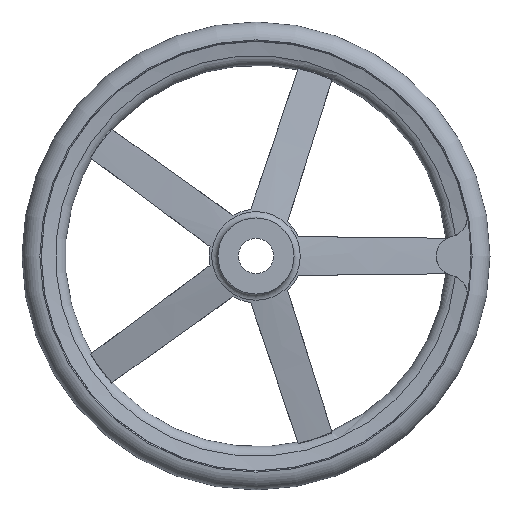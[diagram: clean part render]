
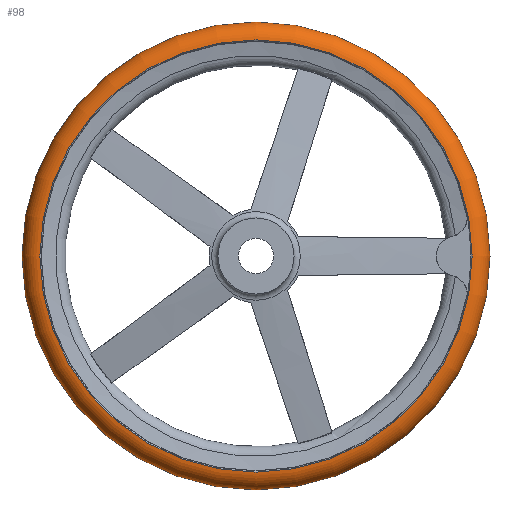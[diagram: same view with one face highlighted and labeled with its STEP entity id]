
A CAD part, front view. The second image highlights one B-rep face of the part: STEP entity #98.
In plain terms, the highlighted toroidal (fillet/blend) face has major radius 184 mm and minor radius 16 mm.
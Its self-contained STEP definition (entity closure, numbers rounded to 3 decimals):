
#98 = ADVANCED_FACE( '', ( #235, #236, #237 ), #238, .T. );
#235 = FACE_BOUND( '', #419, .T. );
#236 = FACE_OUTER_BOUND( '', #420, .T. );
#237 = FACE_OUTER_BOUND( '', #421, .T. );
#238 = TOROIDAL_SURFACE( '', #422, 184., 16. );
#419 = VERTEX_LOOP( '', #642 );
#420 = EDGE_LOOP( '', ( #643 ) );
#421 = EDGE_LOOP( '', ( #644 ) );
#422 = AXIS2_PLACEMENT_3D( '', #645, #646, #647 );
#642 = VERTEX_POINT( '', #1094 );
#643 = ORIENTED_EDGE( '', *, *, #1091, .T. );
#644 = ORIENTED_EDGE( '', *, *, #1095, .F. );
#645 = CARTESIAN_POINT( '', ( 0., 47., 0. ) );
#646 = DIRECTION( '', ( 0., -1., 0. ) );
#647 = DIRECTION( '', ( 0., 0., -1. ) );
#1091 = EDGE_CURVE( '', #1316, #1316, #1317, .T. );
#1094 = CARTESIAN_POINT( '', ( 0., 47., -200. ) );
#1095 = EDGE_CURVE( '', #1320, #1320, #1321, .T. );
#1316 = VERTEX_POINT( '', #1711 );
#1317 = CIRCLE( '', #1712, 184.667 );
#1320 = VERTEX_POINT( '', #1715 );
#1321 = CIRCLE( '', #1716, 184.667 );
#1711 = CARTESIAN_POINT( '', ( 0., 62.986, -184.667 ) );
#1712 = AXIS2_PLACEMENT_3D( '', #2548, #2549, #2550 );
#1715 = CARTESIAN_POINT( '', ( 0., 31.014, -184.667 ) );
#1716 = AXIS2_PLACEMENT_3D( '', #2551, #2552, #2553 );
#2548 = CARTESIAN_POINT( '', ( 0., 62.986, 0. ) );
#2549 = DIRECTION( '', ( 0., -1., 0. ) );
#2550 = DIRECTION( '', ( 0., 0., -1. ) );
#2551 = CARTESIAN_POINT( '', ( 0., 31.014, 0. ) );
#2552 = DIRECTION( '', ( 0., -1., 0. ) );
#2553 = DIRECTION( '', ( 0., 0., -1. ) );
